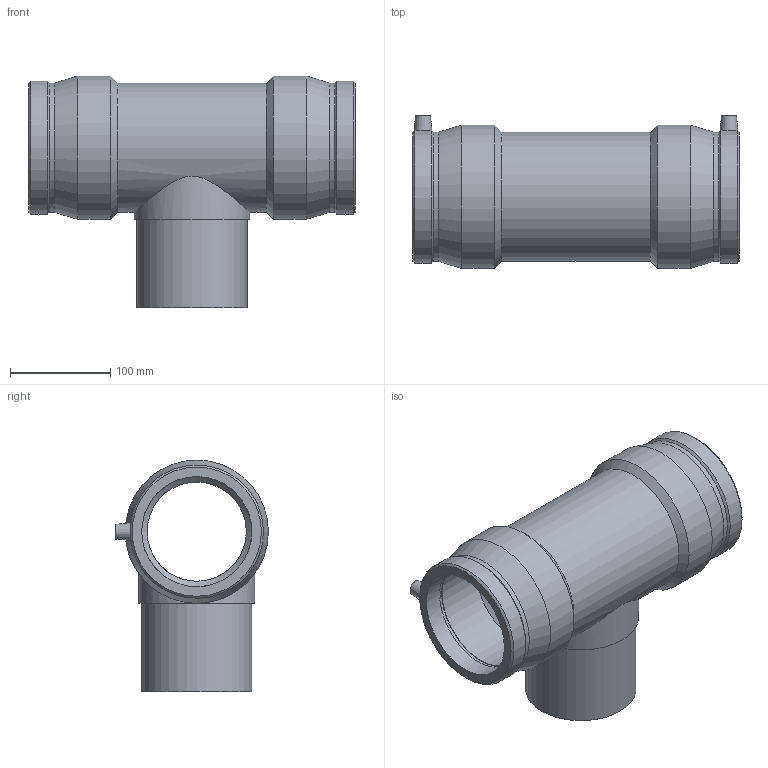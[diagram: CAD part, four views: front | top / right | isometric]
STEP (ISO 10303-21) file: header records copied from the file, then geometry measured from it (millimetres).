
FILE_DESCRIPTION(/* description */ ('PLASSON TEE 110-110-110'),/* implementation_level */ '2;1');
FILE_NAME(/* name */ '490404110.ipt.stp',/* time_stamp */ '2017-11-06T09:11:27+02:00',/* author */ ('KIM'),/* organization */ (''),/* preprocessor_version */ 'ST-DEVELOPER v15.6',/* originating_system */ 'Autodesk Inventor 2015',/* authorisation */ '');
FILE_SCHEMA (('AUTOMOTIVE_DESIGN { 1 0 10303 214 3 1 1 }'));
Length unit declared in the file: millimetre
Products named in the file (1): 490404110
Bounding box: 326 x 152.5 x 231.5 mm (x, y, z)
Volume: 2082576.3 mm3; surface area: 317898.6 mm2
Topology: 1 solids, 1 shells, 47 faces, 99 edges, 62 vertices
Faces by surface type: cylinder 19, cone 16, plane 12
Full cylindrical faces by diameter (mm): 4 x2, 10 x2, 88 x1, 99 x1, 110 x5, 115.5 x1, 128.7 x1, 129 x2, 143 x2
Entity records: 1272 total; most frequent: CARTESIAN_POINT 426, DIRECTION 180, ORIENTED_EDGE 112, EDGE_LOOP 90, AXIS2_PLACEMENT_3D 90, EDGE_CURVE 56, VERTEX_POINT 50, FACE_OUTER_BOUND 47
